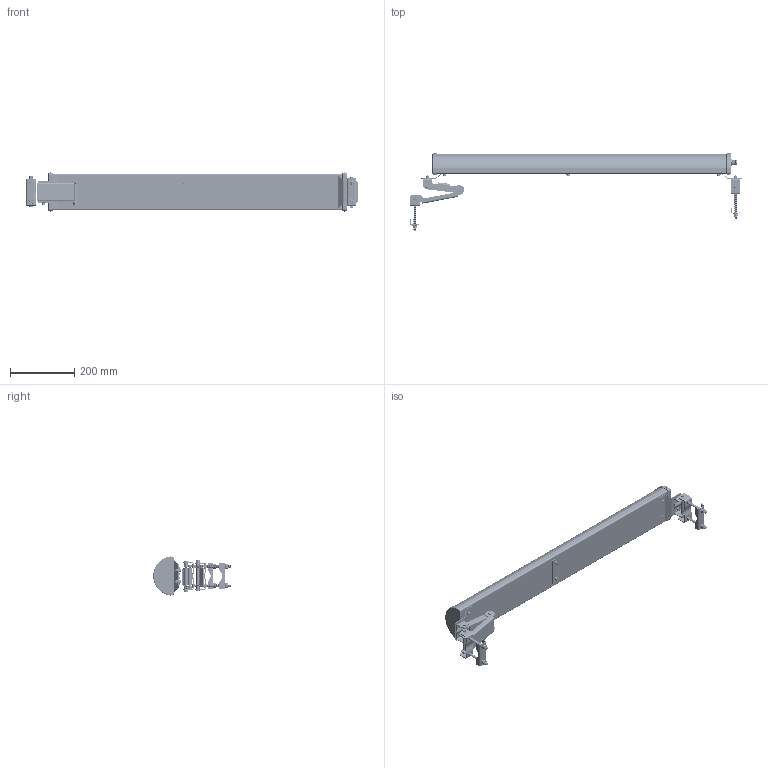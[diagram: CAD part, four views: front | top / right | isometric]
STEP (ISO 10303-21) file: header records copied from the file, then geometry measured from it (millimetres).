
FILE_DESCRIPTION (( 'STEP AP214' ), '1' );
FILE_NAME ('HG5813DP-180.STEP', '2016-07-08T13:10:24', ( 'L-Com' ), ( 'L-Com Global Connectivity' ), 'SwSTEP 2.0', 'SolidWorks 2014', '' );
FILE_SCHEMA (( 'AUTOMOTIVE_DESIGN' ));
Length unit declared in the file: inch
Products named in the file (7): HG5813DP-180; HG5813DP-180_ExtentionBracket-4; HG5813DP-180_ExtentionBracket-3; HG5813DP-180_ExtentionBracket-2; HG5813DP-180_ExtentionBracket-1; HG5813DP-180_bracket; HG5813DP-180_ANTENNA
Assembly tree (9 placements, depth 2):
  HG5813DP-180
    HG5813DP-180_ANTENNA
    HG5813DP-180_bracket  x2
    HG5813DP-180_ExtentionBracket-1
    HG5813DP-180_ExtentionBracket-2
    HG5813DP-180_ExtentionBracket-3  x2
    HG5813DP-180_ExtentionBracket-4  x2
Bounding box: 1033.57 x 241.31 x 121.96 mm (x, y, z)
Volume: 5581022.2 mm3; surface area: 480862.8 mm2
Topology: 11 solids, 15 shells, 5545 faces, 11837 edges, 6460 vertices
Faces by surface type: cone 4128, plane 795, cylinder 421, torus 173, bspline 28
Entity records: 129349 total; most frequent: CARTESIAN_POINT 21283, DIRECTION 18301, ORIENTED_EDGE 15642, EDGE_CURVE 7821, AXIS2_PLACEMENT_3D 7160, VERTEX_POINT 4294, LINE 3981, VECTOR 3981
